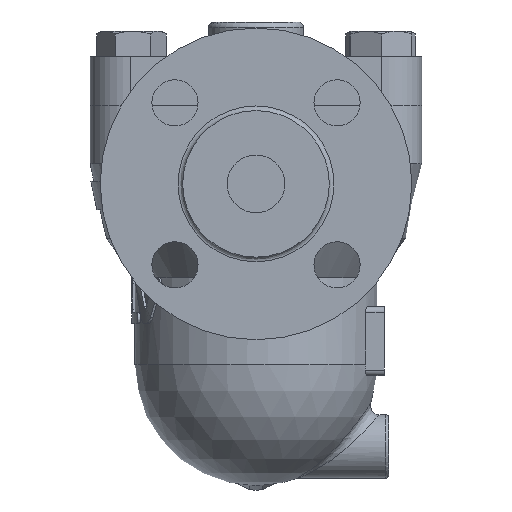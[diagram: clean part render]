
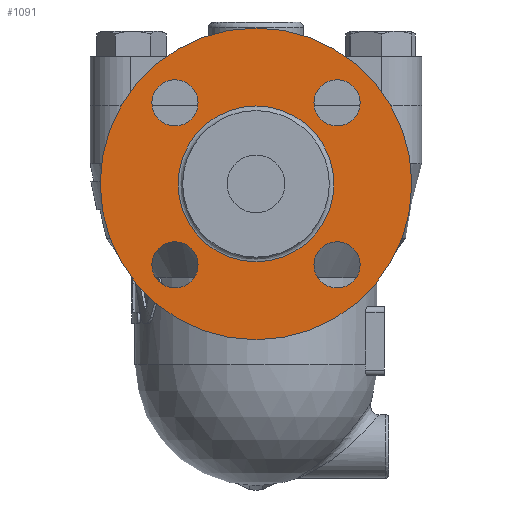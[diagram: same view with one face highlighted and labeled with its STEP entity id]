
A CAD part, left-side view. The second image highlights one B-rep face of the part: STEP entity #1091.
In plain terms, the highlighted planar face has unit normal (-1, 0, 0).
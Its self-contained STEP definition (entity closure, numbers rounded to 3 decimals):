
#1005=CARTESIAN_POINT('',(-142.9,0.,0.));
#1006=VERTEX_POINT('',#1005);
#1007=CARTESIAN_POINT('',(-142.9,0.0,-27.));
#1008=DIRECTION('',(-1.0,0.0,0.0));
#1009=DIRECTION('',(0.0,0.0,-1.0));
#1010=AXIS2_PLACEMENT_3D('',#1007,#1008,#1009);
#1011=CIRCLE('',#1010,27.0);
#1012=EDGE_CURVE('',#1006,#1006,#1011,.T.);
#1028=CARTESIAN_POINT('',(-142.9,0.0,12.7));
#1029=DIRECTION('',(-1.0,0.0,0.0));
#1030=DIRECTION('',(0.0,0.0,1.0));
#1031=AXIS2_PLACEMENT_3D('',#1028,#1029,#1030);
#1032=PLANE('',#1031);
#1033=CARTESIAN_POINT('',(-142.9,0.0,27.));
#1034=VERTEX_POINT('',#1033);
#1035=CARTESIAN_POINT('',(-142.9,0.0,-27.));
#1036=DIRECTION('',(-1.0,0.0,0.0));
#1037=DIRECTION('',(0.0,0.0,1.0));
#1038=AXIS2_PLACEMENT_3D('',#1035,#1036,#1037);
#1039=CIRCLE('',#1038,54.0);
#1040=EDGE_CURVE('',#1034,#1034,#1039,.T.);
#1041=ORIENTED_EDGE('',*,*,#1040,.T.);
#1042=EDGE_LOOP('',(#1041));
#1043=FACE_OUTER_BOUND('',#1042,.T.);
#1044=CARTESIAN_POINT('',(-142.9,-28.072,9.072));
#1045=VERTEX_POINT('',#1044);
#1046=CARTESIAN_POINT('',(-142.9,-28.072,1.072));
#1047=DIRECTION('',(1.0,0.0,0.0));
#1048=DIRECTION('',(0.0,0.0,1.0));
#1049=AXIS2_PLACEMENT_3D('',#1046,#1047,#1048);
#1050=CIRCLE('',#1049,8.0);
#1051=EDGE_CURVE('',#1045,#1045,#1050,.T.);
#1052=ORIENTED_EDGE('',*,*,#1051,.T.);
#1053=EDGE_LOOP('',(#1052));
#1054=FACE_BOUND('',#1053,.T.);
#1055=CARTESIAN_POINT('',(-142.9,36.072,1.072));
#1056=VERTEX_POINT('',#1055);
#1057=CARTESIAN_POINT('',(-142.9,28.072,1.072));
#1058=DIRECTION('',(1.0,0.0,0.0));
#1059=DIRECTION('',(0.0,1.0,0.0));
#1060=AXIS2_PLACEMENT_3D('',#1057,#1058,#1059);
#1061=CIRCLE('',#1060,8.0);
#1062=EDGE_CURVE('',#1056,#1056,#1061,.T.);
#1063=ORIENTED_EDGE('',*,*,#1062,.T.);
#1064=EDGE_LOOP('',(#1063));
#1065=FACE_BOUND('',#1064,.T.);
#1066=CARTESIAN_POINT('',(-142.9,28.072,-63.072));
#1067=VERTEX_POINT('',#1066);
#1068=CARTESIAN_POINT('',(-142.9,28.072,-55.072));
#1069=DIRECTION('',(1.0,0.0,0.0));
#1070=DIRECTION('',(0.0,0.0,-1.0));
#1071=AXIS2_PLACEMENT_3D('',#1068,#1069,#1070);
#1072=CIRCLE('',#1071,8.0);
#1073=EDGE_CURVE('',#1067,#1067,#1072,.T.);
#1074=ORIENTED_EDGE('',*,*,#1073,.T.);
#1075=EDGE_LOOP('',(#1074));
#1076=FACE_BOUND('',#1075,.T.);
#1077=CARTESIAN_POINT('',(-142.9,-36.072,-55.072));
#1078=VERTEX_POINT('',#1077);
#1079=CARTESIAN_POINT('',(-142.9,-28.072,-55.072));
#1080=DIRECTION('',(1.0,0.0,0.0));
#1081=DIRECTION('',(0.0,-1.0,0.0));
#1082=AXIS2_PLACEMENT_3D('',#1079,#1080,#1081);
#1083=CIRCLE('',#1082,8.0);
#1084=EDGE_CURVE('',#1078,#1078,#1083,.T.);
#1085=ORIENTED_EDGE('',*,*,#1084,.T.);
#1086=EDGE_LOOP('',(#1085));
#1087=FACE_BOUND('',#1086,.T.);
#1088=ORIENTED_EDGE('',*,*,#1012,.F.);
#1089=EDGE_LOOP('',(#1088));
#1090=FACE_BOUND('',#1089,.T.);
#1091=ADVANCED_FACE('',(#1043,#1054,#1065,#1076,#1087,#1090),#1032,.T.);
